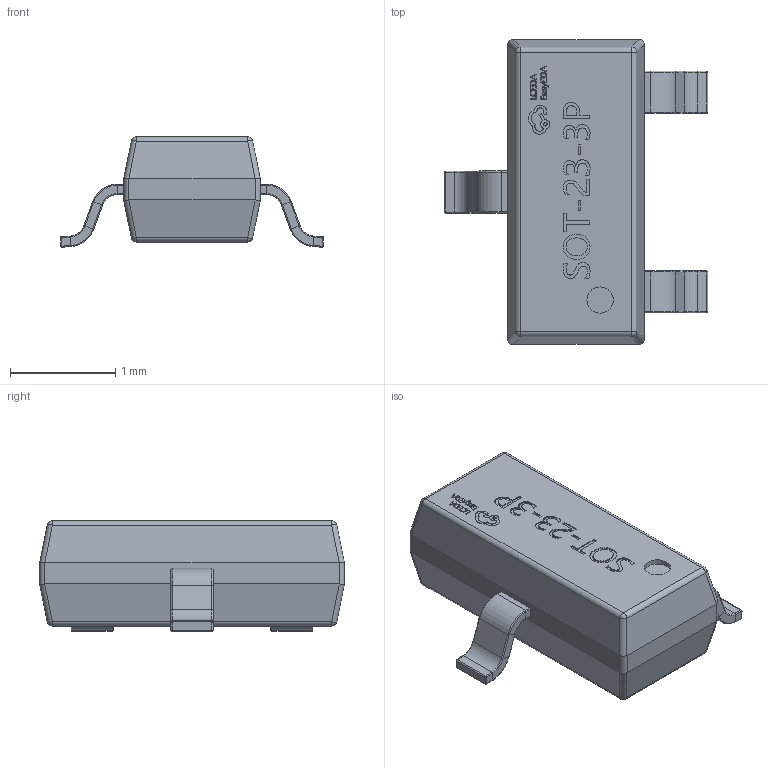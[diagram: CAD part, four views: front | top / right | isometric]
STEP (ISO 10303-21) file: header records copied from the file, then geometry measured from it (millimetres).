
FILE_DESCRIPTION(/* description */ (''),/* implementation_level */ '2;1');
FILE_NAME(/* name */ 'Q2.step',/* time_stamp */ '2022-10-03T13:21:49+08:00',/* author */ (''),/* organization */ (''),/* preprocessor_version */ 'ST-DEVELOPER v19',/* originating_system */ 'Autodesk Translation Framework v11.7.0.108',/* authorisation */ '');
FILE_SCHEMA (('AUTOMOTIVE_DESIGN { 1 0 10303 214 3 1 1 }'));
Length unit declared in the file: millimetre
Products named in the file (3): Q2; SOT-23-3_L2.9-W1.3-P1.90-LS2.4-BR; COMPOUND (9)
Assembly tree (2 placements, depth 3):
  Q2
    SOT-23-3_L2.9-W1.3-P1.90-LS2.4-BR
      COMPOUND (9)
Bounding box: 2.5 x 2.89 x 1.05 mm (x, y, z)
Volume: 3.6 mm3; surface area: 17.2 mm2
Topology: 17 solids, 17 shells, 590 faces, 1473 edges, 918 vertices
Faces by surface type: plane 297, bspline 168, cylinder 81, torus 24, sphere 20
Full cylindrical faces by diameter (mm): 0.249 x1
Entity records: 22357 total; most frequent: CARTESIAN_POINT 8530, ORIENTED_EDGE 2910, DIRECTION 2319, EDGE_CURVE 1455, LINE 925, VECTOR 925, VERTEX_POINT 918, AXIS2_PLACEMENT_3D 697
